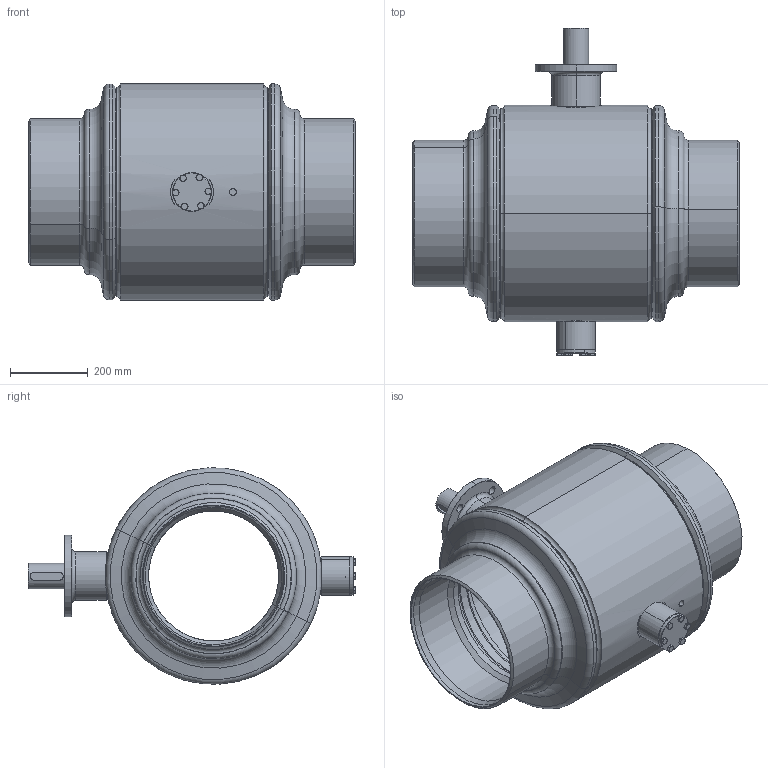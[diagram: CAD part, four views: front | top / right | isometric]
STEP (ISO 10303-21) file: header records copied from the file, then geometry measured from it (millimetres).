
FILE_DESCRIPTION (( 'STEP AP214' ), '1' );
FILE_NAME ('通径DN350焊接球阀-蜗轮盘.STEP', '2026-02-03T00:48:17', ( '' ), ( '' ), 'SwSTEP 2.0', 'SolidWorks 2022', '' );
FILE_SCHEMA (( 'AUTOMOTIVE_DESIGN' ));
Length unit declared in the file: millimetre
Products named in the file (8): DN350-450苤粣杶; Q61F-400-3概裝; 通径DN350焊接球阀-蜗轮盘; hex head bolts-full thread grade c gb_GB_FASTENER_BOLT_HHBFTC M10X20-N; 籵噤350晚概极; 揤裔; 粣杶蜊傻350; DN400-概极
Assembly tree (13 placements, depth 2):
  通径DN350焊接球阀-蜗轮盘
    DN400-概极
    DN350-450苤粣杶
    揤裔
    粣杶蜊傻350
    hex head bolts-full thread grade c gb_GB_FASTENER_BOLT_HHBFTC M10X20-N  x6
    籵噤350晚概极  x2
    Q61F-400-3概裝
Bounding box: 838 x 841.9 x 556 mm (x, y, z)
Volume: 29490815 mm3; surface area: 3269543.2 mm2
Topology: 13 solids, 13 shells, 551 faces, 1171 edges, 735 vertices
Faces by surface type: cylinder 249, plane 170, cone 106, torus 26
Entity records: 10526 total; most frequent: CARTESIAN_POINT 2382, DIRECTION 1730, ORIENTED_EDGE 1390, AXIS2_PLACEMENT_3D 741, EDGE_CURVE 695, VERTEX_POINT 441, CIRCLE 407, EDGE_LOOP 402
